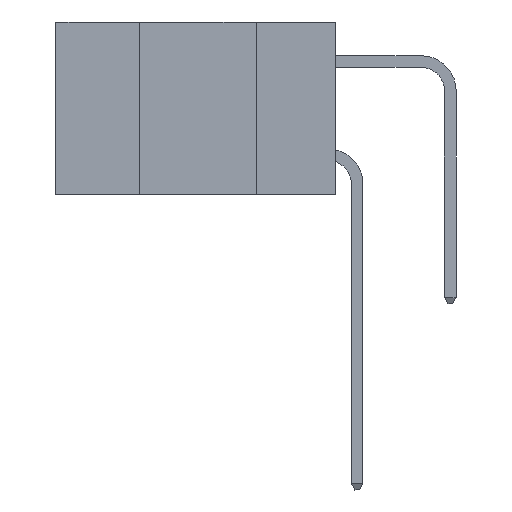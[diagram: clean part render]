
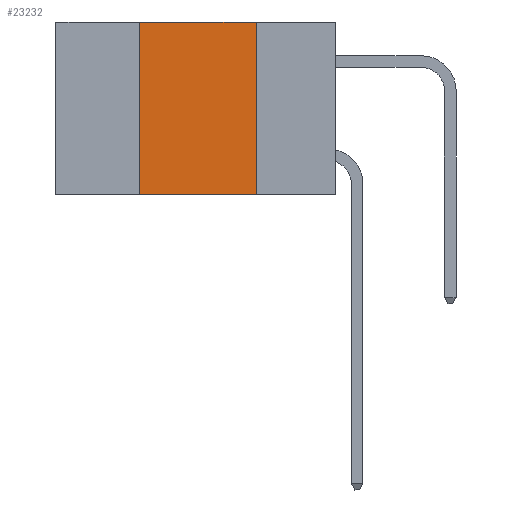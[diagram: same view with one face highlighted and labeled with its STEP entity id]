
A CAD part, left-side view. The second image highlights one B-rep face of the part: STEP entity #23232.
In plain terms, the highlighted planar face has unit normal (-1, 0, 0).
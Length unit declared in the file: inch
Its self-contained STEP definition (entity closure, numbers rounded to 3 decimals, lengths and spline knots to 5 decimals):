
#368 = ORIENTED_EDGE ( 'NONE', *, *, #15397, .F. ) ;
#586 = EDGE_CURVE ( 'NONE', #6573, #9767, #20214, .T. ) ;
#750 = PLANE ( 'NONE',  #11454 ) ;
#2398 = VECTOR ( 'NONE', #14634, 39.37008 ) ;
#2664 = EDGE_CURVE ( 'NONE', #6573, #23374, #8074, .T. ) ;
#3648 = CARTESIAN_POINT ( 'NONE',  ( 0., 0.17, -0.37 ) ) ;
#3697 = LINE ( 'NONE', #21403, #2398 ) ;
#5887 = CARTESIAN_POINT ( 'NONE',  ( 0., 0.6, 0. ) ) ;
#6330 = DIRECTION ( 'NONE',  ( 0., 0., -1. ) ) ;
#6573 = VERTEX_POINT ( 'NONE', #10104 ) ;
#7374 = CARTESIAN_POINT ( 'NONE',  ( 0., 0.17, 0. ) ) ;
#7993 = DIRECTION ( 'NONE',  ( 1., 0., 0. ) ) ;
#8074 = LINE ( 'NONE', #15316, #11048 ) ;
#9243 = CARTESIAN_POINT ( 'NONE',  ( 0., 0.17, 0. ) ) ;
#9494 = ORIENTED_EDGE ( 'NONE', *, *, #10643, .F. ) ;
#9767 = VERTEX_POINT ( 'NONE', #3648 ) ;
#10104 = CARTESIAN_POINT ( 'NONE',  ( 0., 0.42, -0.37 ) ) ;
#10643 = EDGE_CURVE ( 'NONE', #23374, #14893, #3697, .T. ) ;
#10845 = ORIENTED_EDGE ( 'NONE', *, *, #586, .T. ) ;
#11048 = VECTOR ( 'NONE', #15549, 39.37008 ) ;
#11454 = AXIS2_PLACEMENT_3D ( 'NONE', #5887, #7993, #6330 ) ;
#13062 = LINE ( 'NONE', #9243, #17461 ) ;
#14634 = DIRECTION ( 'NONE',  ( 0., -1., 0. ) ) ;
#14706 = DIRECTION ( 'NONE',  ( 0., 0., -1. ) ) ;
#14893 = VERTEX_POINT ( 'NONE', #7374 ) ;
#15038 = EDGE_LOOP ( 'NONE', ( #368, #9494, #18162, #10845 ) ) ;
#15316 = CARTESIAN_POINT ( 'NONE',  ( 0., 0.42, 0. ) ) ;
#15397 = EDGE_CURVE ( 'NONE', #14893, #9767, #13062, .T. ) ;
#15549 = DIRECTION ( 'NONE',  ( 0., 0., 1. ) ) ;
#16889 = FACE_OUTER_BOUND ( 'NONE', #15038, .T. ) ;
#17461 = VECTOR ( 'NONE', #14706, 39.37008 ) ;
#18162 = ORIENTED_EDGE ( 'NONE', *, *, #2664, .F. ) ;
#18532 = DIRECTION ( 'NONE',  ( 0., -1., 0. ) ) ;
#19389 = CARTESIAN_POINT ( 'NONE',  ( 0., 0.42, 0. ) ) ;
#20214 = LINE ( 'NONE', #21886, #21204 ) ;
#21204 = VECTOR ( 'NONE', #18532, 39.37008 ) ;
#21403 = CARTESIAN_POINT ( 'NONE',  ( 0., 0.6, 0. ) ) ;
#21886 = CARTESIAN_POINT ( 'NONE',  ( 0., 0.6, -0.37 ) ) ;
#23232 = ADVANCED_FACE ( 'NONE', ( #16889 ), #750, .F. ) ;
#23374 = VERTEX_POINT ( 'NONE', #19389 ) ;
